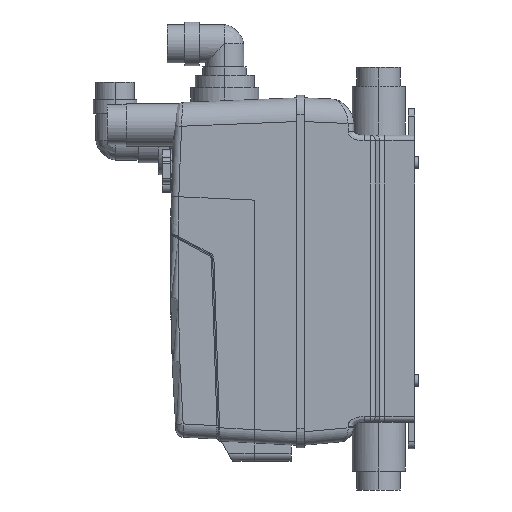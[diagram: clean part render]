
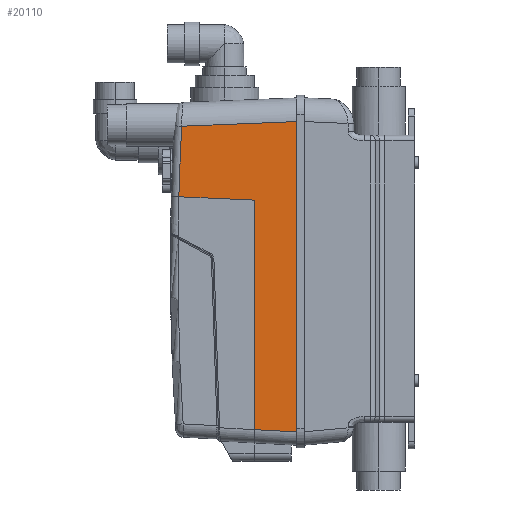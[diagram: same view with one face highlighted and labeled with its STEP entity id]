
A CAD part, left-side view. The second image highlights one B-rep face of the part: STEP entity #20110.
In plain terms, the highlighted planar face has unit normal (-1, 0, 0).
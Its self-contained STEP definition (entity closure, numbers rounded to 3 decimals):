
#849 = LINE ( 'NONE', #850, #15217 ) ;
#850 = CARTESIAN_POINT ( 'NONE',  ( -75., -138.252, -169.456 ) ) ;
#851 = DIRECTION ( 'NONE',  ( 0., -0.999, -0.054 ) ) ;
#982 = LINE ( 'NONE', #983, #15136 ) ;
#983 = CARTESIAN_POINT ( 'NONE',  ( -75., -133., -348.942 ) ) ;
#984 = DIRECTION ( 'NONE',  ( 0., 0., 1. ) ) ;
#2303 = CARTESIAN_POINT ( 'NONE',  ( -75., -2631.891, 8.677 ) ) ;
#2304 = DIRECTION ( 'NONE',  ( -1., 0., 0. ) ) ;
#2305 = DIRECTION ( 'NONE',  ( 0., 0., -1. ) ) ;
#5530 = LINE ( 'NONE', #5533, #19060 ) ;
#5533 = CARTESIAN_POINT ( 'NONE',  ( -75., -147.366, 72.881 ) ) ;
#5535 = DIRECTION ( 'NONE',  ( 0., 0.999, 0.044 ) ) ;
#8177 = CARTESIAN_POINT ( 'NONE',  ( -75., -88.331, 75.509 ) ) ;
#8183 = CARTESIAN_POINT ( 'NONE',  ( -75., -8.616, 79.058 ) ) ;
#8264 = CARTESIAN_POINT ( 'NONE',  ( -75., -88.331, -166.77 ) ) ;
#8291 = CARTESIAN_POINT ( 'NONE',  ( -75., -133., -169.174 ) ) ;
#8855 = VERTEX_POINT ( 'NONE', #8935 ) ;
#8858 = VERTEX_POINT ( 'NONE', #8938 ) ;
#8935 = CARTESIAN_POINT ( 'NONE',  ( -75., -133., 158.381 ) ) ;
#8938 = CARTESIAN_POINT ( 'NONE',  ( -75., -11.669, 153.464 ) ) ;
#9245 = LINE ( 'NONE', #9246, #15143 ) ;
#9246 = CARTESIAN_POINT ( 'NONE',  ( -75., -108.067, 157.37 ) ) ;
#9247 = DIRECTION ( 'NONE',  ( 0., 0.999, -0.04 ) ) ;
#12676 = CARTESIAN_POINT ( 'NONE',  ( -75., -128.586, -348.942 ) ) ;
#12679 = FACE_OUTER_BOUND ( 'NONE', #19905, .T. ) ;
#12680 = PLANE ( 'NONE',  #15370 ) ;
#12682 = DIRECTION ( 'NONE',  ( 1., 0., 0. ) ) ;
#12683 = DIRECTION ( 'NONE',  ( 0., 0., -1. ) ) ;
#13290 = EDGE_CURVE ( 'NONE', #14461, #17042, #13774, .T. ) ;
#13365 = EDGE_CURVE ( 'NONE', #8858, #14467, #18672, .T. ) ;
#13773 = CARTESIAN_POINT ( 'NONE',  ( -75., -88.331, -348.942 ) ) ;
#13774 = LINE ( 'NONE', #13773, #18640 ) ;
#13797 = DIRECTION ( 'NONE',  ( 0., 0., -1. ) ) ;
#13845 = EDGE_CURVE ( 'NONE', #14461, #14467, #5530, .T. ) ;
#14461 = VERTEX_POINT ( 'NONE', #8177 ) ;
#14467 = VERTEX_POINT ( 'NONE', #8183 ) ;
#15136 = VECTOR ( 'NONE', #984, 1000. ) ;
#15143 = VECTOR ( 'NONE', #9247, 1000. ) ;
#15217 = VECTOR ( 'NONE', #851, 1000. ) ;
#15370 = AXIS2_PLACEMENT_3D ( 'NONE', #12676, #12682, #12683 ) ;
#17042 = VERTEX_POINT ( 'NONE', #8264 ) ;
#17097 = VERTEX_POINT ( 'NONE', #8291 ) ;
#18117 = ORIENTED_EDGE ( 'NONE', *, *, #20562, .T. ) ;
#18265 = ORIENTED_EDGE ( 'NONE', *, *, #13845, .F. ) ;
#18269 = ORIENTED_EDGE ( 'NONE', *, *, #13365, .T. ) ;
#18455 = ORIENTED_EDGE ( 'NONE', *, *, #19421, .T. ) ;
#18501 = ORIENTED_EDGE ( 'NONE', *, *, #20585, .T. ) ;
#18506 = ORIENTED_EDGE ( 'NONE', *, *, #13290, .T. ) ;
#18640 = VECTOR ( 'NONE', #13797, 1000. ) ;
#18672 = CIRCLE ( 'NONE', #18674, 2624.219 ) ;
#18674 = AXIS2_PLACEMENT_3D ( 'NONE', #2303, #2304, #2305 ) ;
#19060 = VECTOR ( 'NONE', #5535, 1000. ) ;
#19421 = EDGE_CURVE ( 'NONE', #8855, #8858, #9245, .T. ) ;
#19905 = EDGE_LOOP ( 'NONE', ( #18117, #18501, #18455, #18269, #18265, #18506 ) ) ;
#20110 = ADVANCED_FACE ( 'NONE', ( #12679 ), #12680, .F. ) ;
#20562 = EDGE_CURVE ( 'NONE', #17042, #17097, #849, .T. ) ;
#20585 = EDGE_CURVE ( 'NONE', #17097, #8855, #982, .T. ) ;
